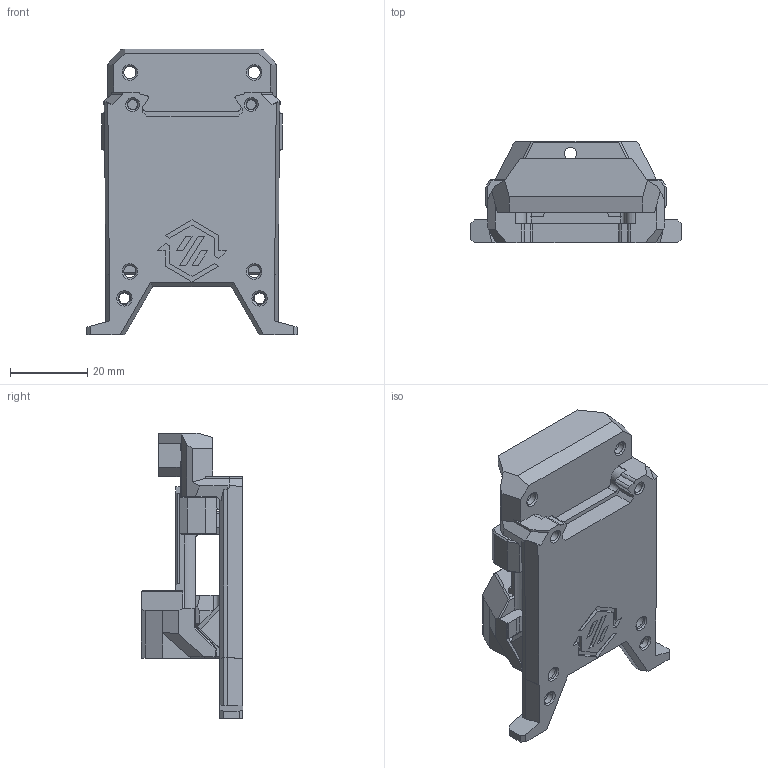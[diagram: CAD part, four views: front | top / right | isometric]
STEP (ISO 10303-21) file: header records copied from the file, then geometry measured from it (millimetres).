
FILE_DESCRIPTION(/* description */ (''),/* implementation_level */ '2;1');
FILE_NAME(/* name */ 'StealthChanger_D2HW.step',/* time_stamp */ '2024-01-16T19:01:09-05:00',/* author */ (''),/* organization */ (''),/* preprocessor_version */ 'ST-DEVELOPER v20',/* originating_system */ 'Autodesk Translation Framework v12.14.0.127',/* authorisation */ '');
FILE_SCHEMA (('AUTOMOTIVE_DESIGN { 1 0 10303 214 3 1 1 }'));
Length unit declared in the file: millimetre
Products named in the file (4): StealthChanger_Tripod; Shuttle; Back_Plates; Stealthburner
Assembly tree (3 placements, depth 3):
  StealthChanger_Tripod
    Shuttle
    Back_Plates
      Stealthburner
Bounding box: 54.7 x 26.4 x 74.12 mm (x, y, z)
Volume: 32633.9 mm3; surface area: 19862.8 mm2
Topology: 2 solids, 10 shells, 1122 faces, 3080 edges, 2008 vertices
Faces by surface type: plane 810, cylinder 232, cone 54, bspline 26
Full cylindrical faces by diameter (mm): 2.529 x8, 2.8 x12, 3.2 x8, 3.4 x4, 4.7 x6, 5.1 x3, 6 x4
Entity records: 44871 total; most frequent: CARTESIAN_POINT 16185, ORIENTED_EDGE 6160, DIRECTION 5680, EDGE_CURVE 3080, LINE 2282, VECTOR 2282, VERTEX_POINT 2008, AXIS2_PLACEMENT_3D 1699
